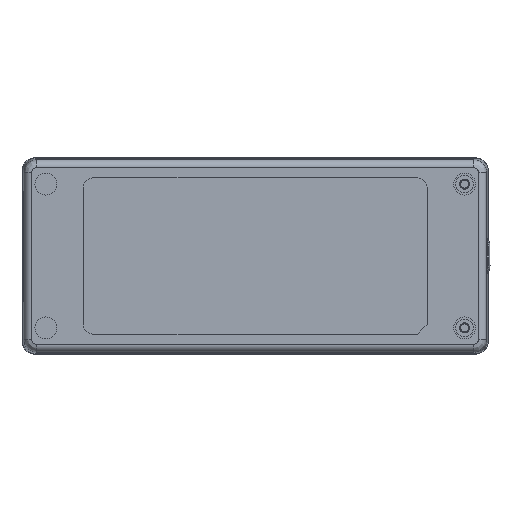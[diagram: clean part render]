
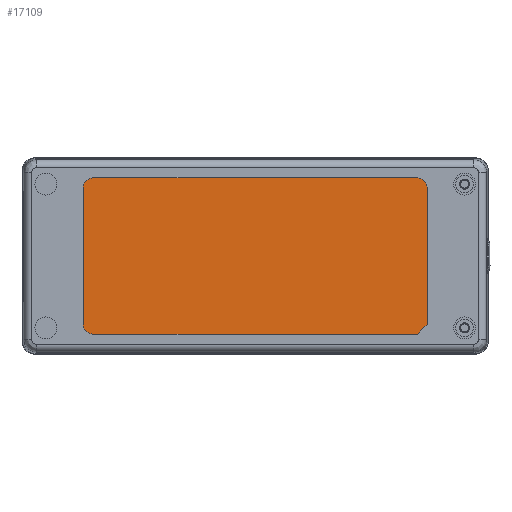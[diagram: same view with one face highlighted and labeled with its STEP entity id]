
A CAD part, front view. The second image highlights one B-rep face of the part: STEP entity #17109.
In plain terms, the highlighted planar face has unit normal (0, -1, 0).
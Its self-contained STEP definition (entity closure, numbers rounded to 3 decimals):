
#6223=DIRECTION('',(-0.707,0.,-0.707));
#6224=VECTOR('',#6223,4.243);
#6225=CARTESIAN_POINT('',(55.,0.4,-22.));
#6226=LINE('',#6225,#6224);
#6227=DIRECTION('',(-1.,0.,0.));
#6228=VECTOR('',#6227,104.);
#6229=CARTESIAN_POINT('',(52.,0.4,-25.));
#6230=LINE('',#6229,#6228);
#6231=CARTESIAN_POINT('',(-52.,0.4,-22.));
#6232=DIRECTION('',(0.,1.,0.));
#6233=DIRECTION('',(0.,0.,-1.));
#6234=AXIS2_PLACEMENT_3D('',#6231,#6232,#6233);
#6236=DIRECTION('',(0.,0.,1.));
#6237=VECTOR('',#6236,44.);
#6238=CARTESIAN_POINT('',(-55.,0.4,-22.));
#6239=LINE('',#6238,#6237);
#6240=CARTESIAN_POINT('',(-52.,0.4,22.));
#6241=DIRECTION('',(0.,1.,0.));
#6242=DIRECTION('',(-1.,0.,0.));
#6243=AXIS2_PLACEMENT_3D('',#6240,#6241,#6242);
#6245=DIRECTION('',(1.,0.,0.));
#6246=VECTOR('',#6245,104.);
#6247=CARTESIAN_POINT('',(-52.,0.4,25.));
#6248=LINE('',#6247,#6246);
#6249=CARTESIAN_POINT('',(52.,0.4,22.));
#6250=DIRECTION('',(0.,1.,0.));
#6251=DIRECTION('',(0.,0.,1.));
#6252=AXIS2_PLACEMENT_3D('',#6249,#6250,#6251);
#6254=DIRECTION('',(0.,0.,-1.));
#6255=VECTOR('',#6254,44.);
#6256=CARTESIAN_POINT('',(55.,0.4,22.));
#6257=LINE('',#6256,#6255);
#7814=CARTESIAN_POINT('',(52.,0.4,-25.));
#7815=VERTEX_POINT('',#7814);
#7816=CARTESIAN_POINT('',(-52.,0.4,-25.));
#7817=VERTEX_POINT('',#7816);
#7818=CARTESIAN_POINT('',(55.,0.4,-22.));
#7819=VERTEX_POINT('',#7818);
#7820=CARTESIAN_POINT('',(-55.,0.4,-22.));
#7821=VERTEX_POINT('',#7820);
#7822=CARTESIAN_POINT('',(-55.,0.4,22.));
#7823=VERTEX_POINT('',#7822);
#7824=CARTESIAN_POINT('',(-52.,0.4,25.));
#7825=VERTEX_POINT('',#7824);
#7826=CARTESIAN_POINT('',(52.,0.4,25.));
#7827=VERTEX_POINT('',#7826);
#7828=CARTESIAN_POINT('',(55.,0.4,22.));
#7829=VERTEX_POINT('',#7828);
#17088=CARTESIAN_POINT('',(0.,0.4,0.));
#17089=DIRECTION('',(0.,-1.,0.));
#17090=DIRECTION('',(1.,0.,0.));
#17091=AXIS2_PLACEMENT_3D('',#17088,#17089,#17090);
#17092=PLANE('',#17091);
#17093=ORIENTED_EDGE('',*,*,#17079,.T.);
#17094=ORIENTED_EDGE('',*,*,#17069,.T.);
#17096=ORIENTED_EDGE('',*,*,#17095,.T.);
#17098=ORIENTED_EDGE('',*,*,#17097,.T.);
#17100=ORIENTED_EDGE('',*,*,#17099,.T.);
#17102=ORIENTED_EDGE('',*,*,#17101,.T.);
#17104=ORIENTED_EDGE('',*,*,#17103,.T.);
#17106=ORIENTED_EDGE('',*,*,#17105,.T.);
#17107=EDGE_LOOP('',(#17093,#17094,#17096,#17098,#17100,#17102,#17104,#17106));
#17108=FACE_OUTER_BOUND('',#17107,.F.);
#17109=ADVANCED_FACE('',(#17108),#17092,.T.);
#6235=CIRCLE('',#6234,3.);
#6244=CIRCLE('',#6243,3.);
#6253=CIRCLE('',#6252,3.);
#17069=EDGE_CURVE('',#7815,#7817,#6230,.T.);
#17079=EDGE_CURVE('',#7819,#7815,#6226,.T.);
#17095=EDGE_CURVE('',#7817,#7821,#6235,.T.);
#17097=EDGE_CURVE('',#7821,#7823,#6239,.T.);
#17099=EDGE_CURVE('',#7823,#7825,#6244,.T.);
#17101=EDGE_CURVE('',#7825,#7827,#6248,.T.);
#17103=EDGE_CURVE('',#7827,#7829,#6253,.T.);
#17105=EDGE_CURVE('',#7829,#7819,#6257,.T.);
